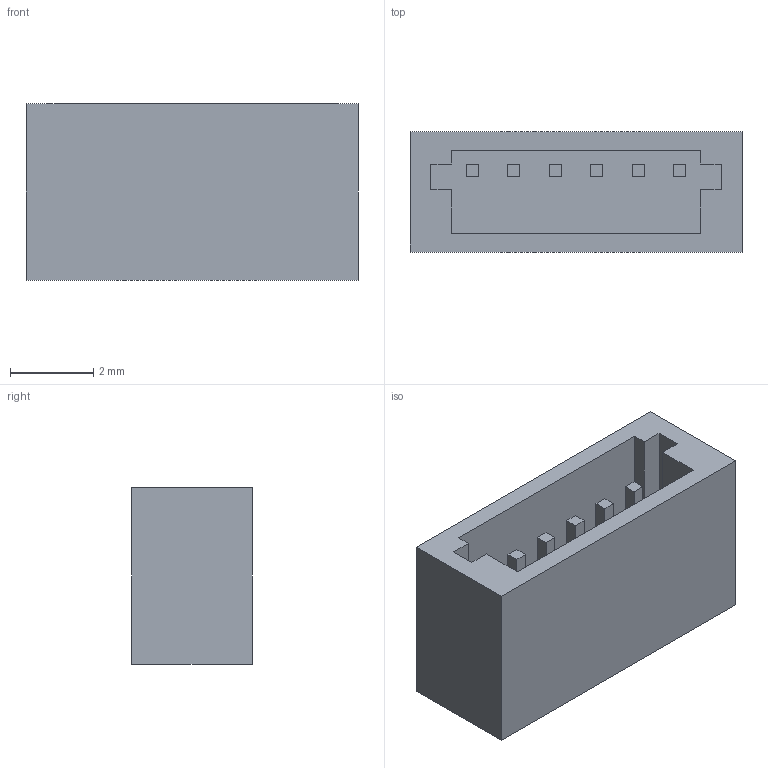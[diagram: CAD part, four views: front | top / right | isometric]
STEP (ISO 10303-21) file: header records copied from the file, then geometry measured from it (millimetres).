
FILE_DESCRIPTION(/* description */ (''),/* implementation_level */ '2;1');
FILE_NAME(/* name */ '',/* time_stamp */ '2023-10-20T15:25:22+02:00',/* author */ ('jaryj'),/* organization */ (''),/* preprocessor_version */ 'ST-DEVELOPER v19.2',/* originating_system */ 'Autodesk Inventor 2024',/* authorisation */ '');
FILE_SCHEMA (('AUTOMOTIVE_DESIGN { 1 0 10303 214 3 1 1 }'));
Length unit declared in the file: millimetre
Products named in the file (1): jst - 1 mm 6 pin female
Bounding box: 8 x 2.9 x 4.25 mm (x, y, z)
Volume: 61.8 mm3; surface area: 207.4 mm2
Topology: 1 solids, 1 shells, 49 faces, 120 edges, 80 vertices
Faces by surface type: plane 49
Entity records: 1457 total; most frequent: CARTESIAN_POINT 250, ORIENTED_EDGE 240, DIRECTION 220, LINE 120, VECTOR 120, EDGE_CURVE 120, VERTEX_POINT 80, EDGE_LOOP 56
